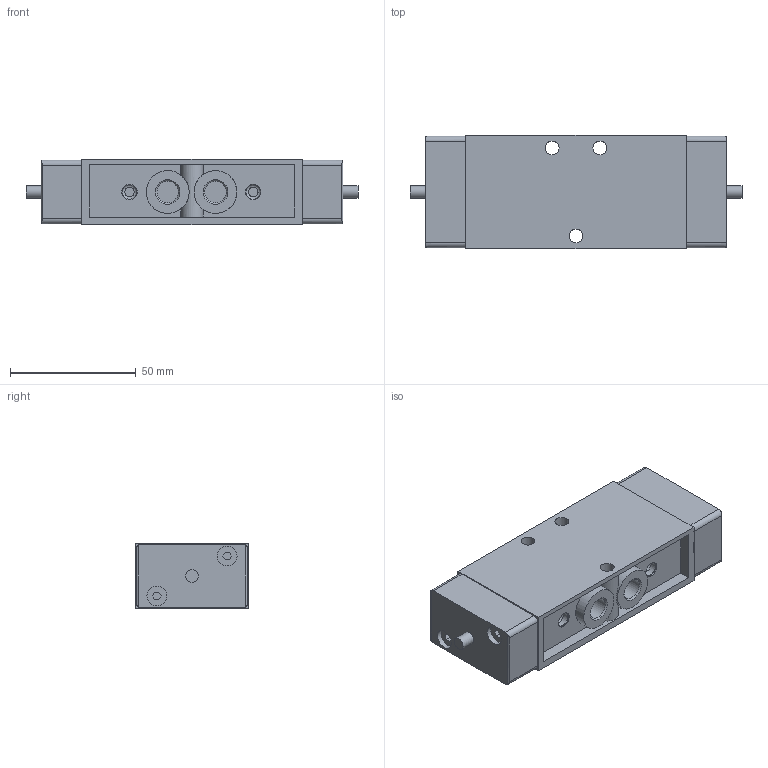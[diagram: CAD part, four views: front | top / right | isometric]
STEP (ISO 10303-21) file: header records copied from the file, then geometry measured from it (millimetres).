
FILE_DESCRIPTION(/* description */ ('STEP AP214'),/* implementation_level */ '2;1');
FILE_NAME(/* name */ '536038_JDH-5-1_8-EX',/* time_stamp */ '2024-08-29T14:23:03+02:00',/* author */ ('License CC BY-ND 4.0'),/* organization */ ('CADENAS'),/* preprocessor_version */ 'ST-DEVELOPER v19.3',/* originating_system */ 'PARTsolutions',/* authorisation */ ' ');
FILE_SCHEMA (('AUTOMOTIVE_DESIGN {1 0 10303 214 3 1 1}'));
Length unit declared in the file: millimetre
Products named in the file (1): 536038 JDH-5-1/8-EX
Bounding box: 132 x 45 x 26 mm (x, y, z)
Volume: 123535.4 mm3; surface area: 25096.5 mm2
Topology: 1 solids, 1 shells, 134 faces, 317 edges, 208 vertices
Faces by surface type: plane 77, cylinder 46, cone 9, torus 2
Full cylindrical faces by diameter (mm): 5 x2, 5.5 x3, 5.8 x2, 6.15 x2, 7.8 x4, 8.566 x7, 17 x2
Entity records: 3760 total; most frequent: CARTESIAN_POINT 731, DIRECTION 620, ORIENTED_EDGE 558, EDGE_CURVE 279, AXIS2_PLACEMENT_3D 224, VERTEX_POINT 203, EDGE_LOOP 196, FACE_BOUND 196
